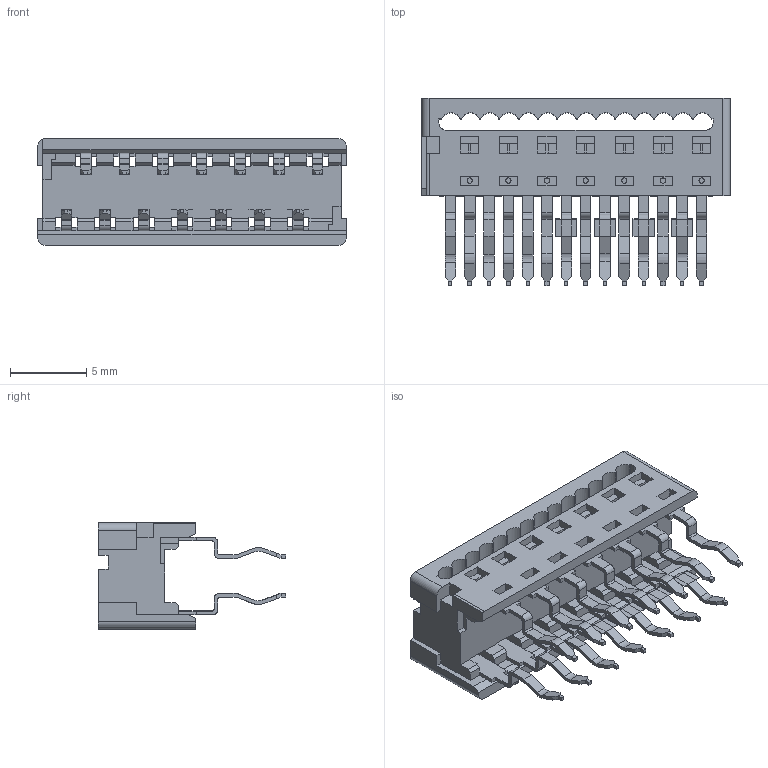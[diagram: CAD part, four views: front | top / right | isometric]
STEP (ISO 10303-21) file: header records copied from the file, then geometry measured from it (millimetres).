
FILE_DESCRIPTION((''),'2;1');
FILE_NAME('915771314','2008-03-17T',('PNB'),(''),'PRO/ENGINEER BY PARAMETRIC TECHNOLOGY CORPORATION, 2003451','PRO/ENGINEER BY PARAMETRIC TECHNOLOGY CORPORATION, 2003451','');
FILE_SCHEMA(('CONFIG_CONTROL_DESIGN'));
Length unit declared in the file: millimetre
Products named in the file (1): 915771314
Bounding box: 20.29 x 12.3 x 7 mm (x, y, z)
Volume: 509.1 mm3; surface area: 1445.2 mm2
Topology: 1 solids, 1 shells, 992 faces, 2868 edges, 1898 vertices
Faces by surface type: plane 816, cylinder 176
Entity records: 32255 total; most frequent: CARTESIAN_POINT 5703, ORIENTED_EDGE 5652, DIRECTION 5272, EDGE_CURVE 2826, VECTOR 2450, LINE 2450, VERTEX_POINT 1842, AXIS2_PLACEMENT_3D 1411
